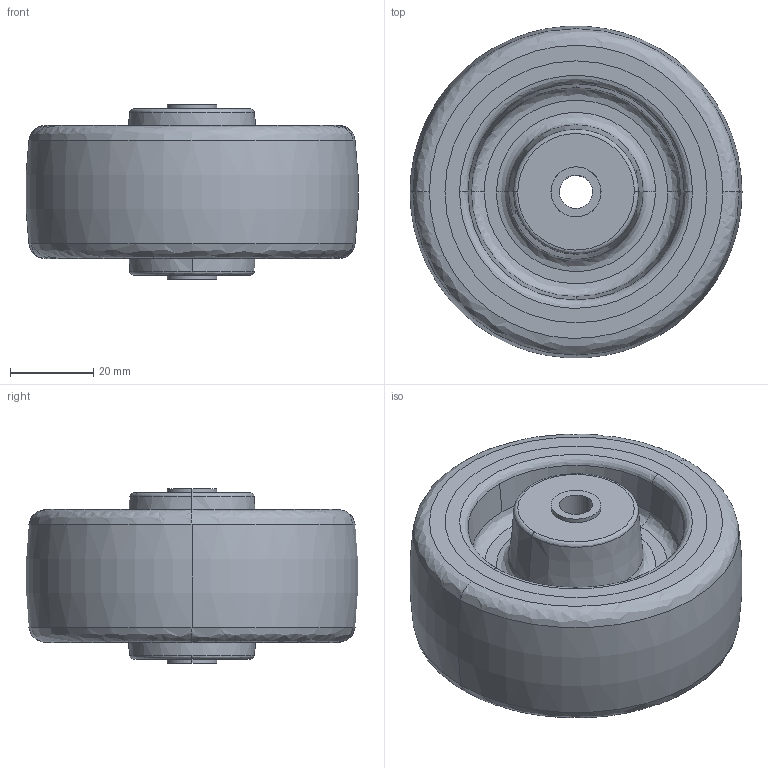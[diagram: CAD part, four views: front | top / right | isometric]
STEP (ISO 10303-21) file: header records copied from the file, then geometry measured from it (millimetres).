
FILE_DESCRIPTION (( 'STEP AP214' ), '1' );
FILE_NAME ('0056713.step', '2024-04-19T09:22:28', ( '' ), ( '' ), 'SwSTEP 2.0', 'SolidWorks 2020', '' );
FILE_SCHEMA (( 'AUTOMOTIVE_DESIGN' ));
Length unit declared in the file: millimetre
Products named in the file (1): 0056713
Bounding box: 79.83 x 79.69 x 42 mm (x, y, z)
Volume: 129038 mm3; surface area: 26232.7 mm2
Topology: 1 solids, 1 shells, 63 faces, 134 edges, 86 vertices
Faces by surface type: bspline 20, cylinder 18, plane 15, cone 8, torus 2
Entity records: 4719 total; most frequent: CARTESIAN_POINT 2988, ORIENTED_EDGE 268, DIRECTION 230, EDGE_CURVE 134, AXIS2_PLACEMENT_3D 102, VERTEX_POINT 86, EDGE_LOOP 78, FACE_OUTER_BOUND 63
